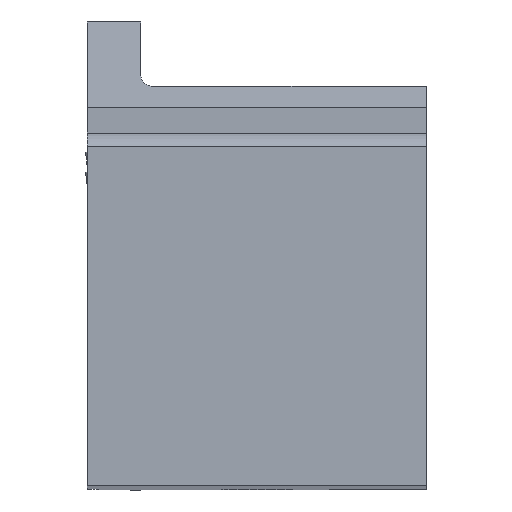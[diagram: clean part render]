
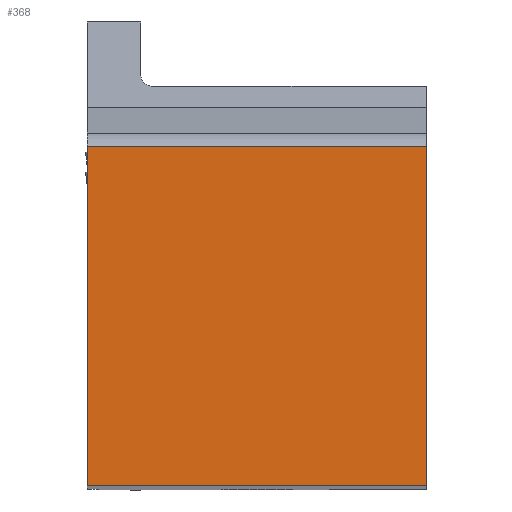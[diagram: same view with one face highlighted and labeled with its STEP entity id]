
A CAD part, top view. The second image highlights one B-rep face of the part: STEP entity #368.
In plain terms, the highlighted planar face has unit normal (0, 0, 1).
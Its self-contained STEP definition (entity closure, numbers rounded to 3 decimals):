
#103=PLANE('',#3929);
#368=ADVANCED_FACE('',(#572),#103,.T.);
#572=FACE_OUTER_BOUND('',#768,.T.);
#768=EDGE_LOOP('',(#1483,#1484,#1485,#1486));
#1483=ORIENTED_EDGE('',*,*,#2691,.F.);
#1484=ORIENTED_EDGE('',*,*,#2665,.F.);
#1485=ORIENTED_EDGE('',*,*,#2694,.F.);
#1486=ORIENTED_EDGE('',*,*,#2676,.F.);
#2188=VERTEX_POINT('',#10478);
#2189=VERTEX_POINT('',#10480);
#2198=VERTEX_POINT('',#10502);
#2199=VERTEX_POINT('',#10503);
#2665=EDGE_CURVE('',#2188,#2189,#3434,.T.);
#2676=EDGE_CURVE('',#2198,#2199,#3444,.T.);
#2691=EDGE_CURVE('',#2189,#2198,#3456,.T.);
#2694=EDGE_CURVE('',#2199,#2188,#3457,.T.);
#3434=LINE('',#10479,#3628);
#3444=LINE('',#10501,#3638);
#3456=LINE('',#10530,#3650);
#3457=LINE('',#10536,#3651);
#3628=VECTOR('',#4326,1.);
#3638=VECTOR('',#4342,1.);
#3650=VECTOR('',#4362,1.);
#3651=VECTOR('',#4369,1.);
#3929=AXIS2_PLACEMENT_3D('',#10537,#4370,#4371);
#4326=DIRECTION('',(0.,-1.,0.));
#4342=DIRECTION('',(0.,1.,0.));
#4362=DIRECTION('',(-1.,0.,0.));
#4369=DIRECTION('',(1.,0.,0.));
#4370=DIRECTION('',(0.,0.,1.));
#4371=DIRECTION('',(-1.,0.,0.));
#10478=CARTESIAN_POINT('',(0.,15.875,0.));
#10479=CARTESIAN_POINT('',(0.,15.875,0.));
#10480=CARTESIAN_POINT('',(0.,0.,0.));
#10501=CARTESIAN_POINT('',(-15.875,0.,0.));
#10502=CARTESIAN_POINT('',(-15.875,0.,0.));
#10503=CARTESIAN_POINT('',(-15.875,15.875,0.));
#10530=CARTESIAN_POINT('',(0.,0.,0.));
#10536=CARTESIAN_POINT('',(-15.875,15.875,0.));
#10537=CARTESIAN_POINT('',(-7.938,7.938,0.));
